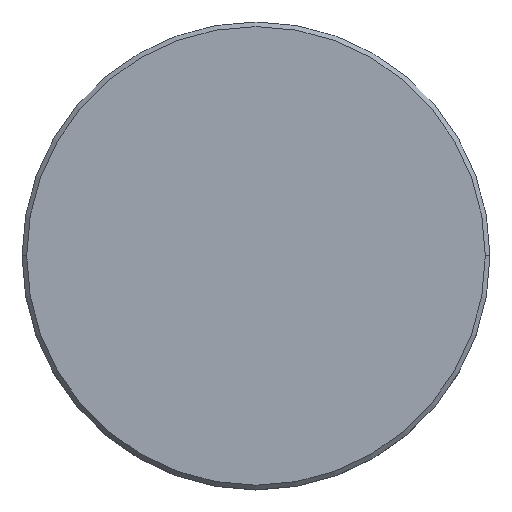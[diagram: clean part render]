
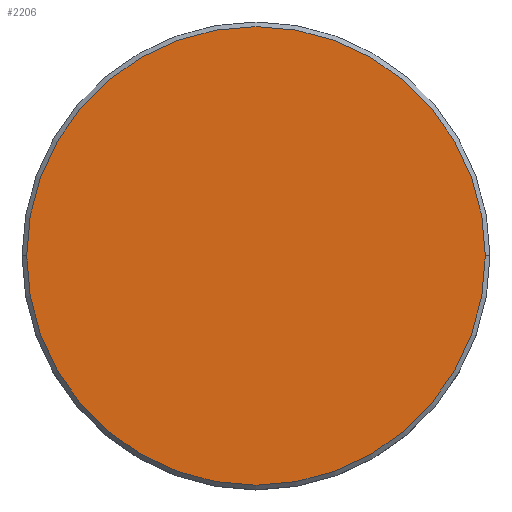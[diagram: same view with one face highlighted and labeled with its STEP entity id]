
A CAD part, top view. The second image highlights one B-rep face of the part: STEP entity #2206.
In plain terms, the highlighted planar face has unit normal (0, 0, 1).
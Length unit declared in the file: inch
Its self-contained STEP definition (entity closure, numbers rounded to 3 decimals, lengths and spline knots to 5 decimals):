
#83 = VERTEX_POINT ( 'NONE', #6334 ) ;
#587 = AXIS2_PLACEMENT_3D ( 'NONE', #9568, #8724, #3431 ) ;
#1127 = CARTESIAN_POINT ( 'NONE',  ( -1.84496, 0.4258, 0.54374 ) ) ;
#1345 = VERTEX_POINT ( 'NONE', #1127 ) ;
#2206 = ADVANCED_FACE ( 'NONE', ( #8062 ), #7831, .T. ) ;
#2241 = AXIS2_PLACEMENT_3D ( 'NONE', #10452, #5155, #11378 ) ;
#3091 = EDGE_LOOP ( 'NONE', ( #7393, #5772 ) ) ;
#3293 = CIRCLE ( 'NONE', #2241, 0.49016 ) ;
#3431 = DIRECTION ( 'NONE',  ( 1., 0., 0. ) ) ;
#4629 = CARTESIAN_POINT ( 'NONE',  ( -1.3548, 0.4258, 0.54374 ) ) ;
#5155 = DIRECTION ( 'NONE',  ( 0., 0., 1. ) ) ;
#5518 = DIRECTION ( 'NONE',  ( 1., 0., 0. ) ) ;
#5772 = ORIENTED_EDGE ( 'NONE', *, *, #7772, .T. ) ;
#6334 = CARTESIAN_POINT ( 'NONE',  ( -0.86465, 0.4258, 0.54374 ) ) ;
#7393 = ORIENTED_EDGE ( 'NONE', *, *, #11113, .T. ) ;
#7772 = EDGE_CURVE ( 'NONE', #83, #1345, #8135, .T. ) ;
#7831 = PLANE ( 'NONE',  #587 ) ;
#8062 = FACE_OUTER_BOUND ( 'NONE', #3091, .T. ) ;
#8135 = CIRCLE ( 'NONE', #10683, 0.49016 ) ;
#8724 = DIRECTION ( 'NONE',  ( 0., 0., 1. ) ) ;
#9568 = CARTESIAN_POINT ( 'NONE',  ( -1.3548, 0.4258, 0.54374 ) ) ;
#10452 = CARTESIAN_POINT ( 'NONE',  ( -1.3548, 0.4258, 0.54374 ) ) ;
#10683 = AXIS2_PLACEMENT_3D ( 'NONE', #4629, #10822, #5518 ) ;
#10822 = DIRECTION ( 'NONE',  ( 0., 0., 1. ) ) ;
#11113 = EDGE_CURVE ( 'NONE', #1345, #83, #3293, .T. ) ;
#11378 = DIRECTION ( 'NONE',  ( 1., 0., 0. ) ) ;
